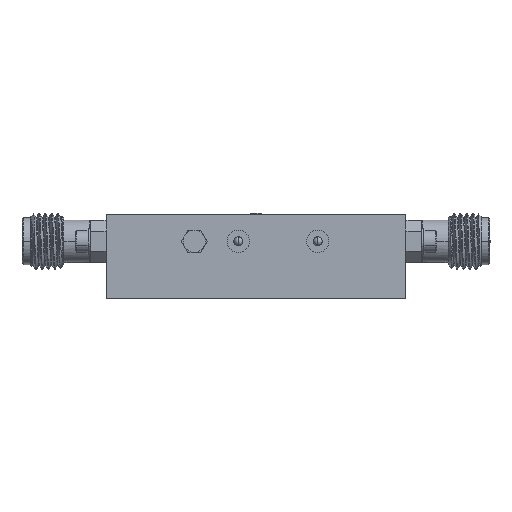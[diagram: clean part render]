
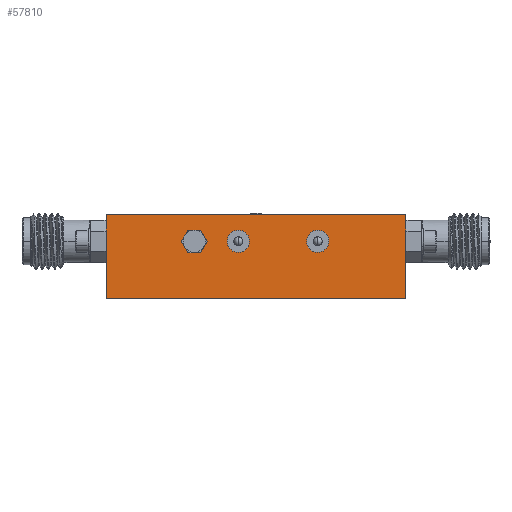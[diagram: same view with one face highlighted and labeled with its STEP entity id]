
A CAD part, front view. The second image highlights one B-rep face of the part: STEP entity #57810.
In plain terms, the highlighted planar face has unit normal (0, -1, 0).
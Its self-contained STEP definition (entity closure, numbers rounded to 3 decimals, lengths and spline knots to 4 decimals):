
#67 = VECTOR ( 'NONE', #5217, 39.3701 ) ;
#275 = LINE ( 'NONE', #62683, #40714 ) ;
#283 = ORIENTED_EDGE ( 'NONE', *, *, #45554, .F. ) ;
#369 = DIRECTION ( 'NONE',  ( 0., 0., -1. ) ) ;
#689 = CARTESIAN_POINT ( 'NONE',  ( -0.0787, -0.7874, -0.1181 ) ) ;
#1126 = DIRECTION ( 'NONE',  ( 0., 0., -1. ) ) ;
#2006 = EDGE_CURVE ( 'NONE', #5325, #3163, #30772, .T. ) ;
#3163 = VERTEX_POINT ( 'NONE', #62171 ) ;
#3372 = CARTESIAN_POINT ( 'NONE',  ( -0.2467, -0.7874, -0.1681 ) ) ;
#4529 = CARTESIAN_POINT ( 'NONE',  ( 0.6693, -0.7874, -0.374 ) ) ;
#5217 = DIRECTION ( 'NONE',  ( 0.5, 0., 0.866 ) ) ;
#5325 = VERTEX_POINT ( 'NONE', #41065 ) ;
#5753 = CARTESIAN_POINT ( 'NONE',  ( -0.0787, -0.7874, -0.1181 ) ) ;
#6344 = VERTEX_POINT ( 'NONE', #53238 ) ;
#7022 = DIRECTION ( 'NONE',  ( 0., -1., 0. ) ) ;
#7783 = DIRECTION ( 'NONE',  ( -1., 0., 0. ) ) ;
#8278 = EDGE_LOOP ( 'NONE', ( #45186, #21376 ) ) ;
#8348 = VECTOR ( 'NONE', #27632, 39.3701 ) ;
#8529 = LINE ( 'NONE', #21301, #41022 ) ;
#8633 = VERTEX_POINT ( 'NONE', #12035 ) ;
#8840 = VECTOR ( 'NONE', #40612, 39.3701 ) ;
#9492 = EDGE_CURVE ( 'NONE', #8633, #6344, #44913, .T. ) ;
#11106 = DIRECTION ( 'NONE',  ( 0., -1., 0. ) ) ;
#11216 = CARTESIAN_POINT ( 'NONE',  ( 0.2756, -0.7874, -0.1181 ) ) ;
#11530 = LINE ( 'NONE', #33162, #8348 ) ;
#12035 = CARTESIAN_POINT ( 'NONE',  ( -0.0787, -0.7874, -0.0681 ) ) ;
#12582 = EDGE_CURVE ( 'NONE', #43756, #18136, #275, .T. ) ;
#13300 = ORIENTED_EDGE ( 'NONE', *, *, #38007, .F. ) ;
#14550 = EDGE_CURVE ( 'NONE', #33447, #43756, #65123, .T. ) ;
#15501 = CIRCLE ( 'NONE', #53220, 0.05 ) ;
#16295 = DIRECTION ( 'NONE',  ( 0., -1., 0. ) ) ;
#17576 = DIRECTION ( 'NONE',  ( -0.5, 0., -0.866 ) ) ;
#18136 = VERTEX_POINT ( 'NONE', #24433 ) ;
#18251 = EDGE_CURVE ( 'NONE', #5325, #49509, #8529, .T. ) ;
#18503 = ORIENTED_EDGE ( 'NONE', *, *, #2006, .T. ) ;
#19573 = ORIENTED_EDGE ( 'NONE', *, *, #34571, .F. ) ;
#19574 = ORIENTED_EDGE ( 'NONE', *, *, #14550, .F. ) ;
#19622 = VECTOR ( 'NONE', #17576, 39.3701 ) ;
#19914 = DIRECTION ( 'NONE',  ( 0., -1., 0. ) ) ;
#21301 = CARTESIAN_POINT ( 'NONE',  ( -0.6693, -0.7874, -0.374 ) ) ;
#21376 = ORIENTED_EDGE ( 'NONE', *, *, #9492, .F. ) ;
#22045 = CARTESIAN_POINT ( 'NONE',  ( 0.2756, -0.7874, -0.1181 ) ) ;
#23795 = CARTESIAN_POINT ( 'NONE',  ( -0.6693, -0.7874, 0. ) ) ;
#23802 = VERTEX_POINT ( 'NONE', #37455 ) ;
#23834 = AXIS2_PLACEMENT_3D ( 'NONE', #5753, #19914, #55447 ) ;
#24093 = DIRECTION ( 'NONE',  ( 0.5, 0., -0.866 ) ) ;
#24277 = VERTEX_POINT ( 'NONE', #26253 ) ;
#24433 = CARTESIAN_POINT ( 'NONE',  ( -0.2467, -0.7874, -0.0681 ) ) ;
#25754 = CIRCLE ( 'NONE', #23834, 0.05 ) ;
#26253 = CARTESIAN_POINT ( 'NONE',  ( 0.2756, -0.7874, -0.0681 ) ) ;
#26427 = DIRECTION ( 'NONE',  ( 0., 0., 1. ) ) ;
#26482 = ORIENTED_EDGE ( 'NONE', *, *, #37286, .F. ) ;
#27632 = DIRECTION ( 'NONE',  ( 1., 0., 0. ) ) ;
#27969 = VECTOR ( 'NONE', #33660, 39.3701 ) ;
#28025 = CARTESIAN_POINT ( 'NONE',  ( -0.3045, -0.7874, -0.0681 ) ) ;
#29642 = VECTOR ( 'NONE', #7783, 39.3701 ) ;
#30548 = FACE_BOUND ( 'NONE', #64670, .T. ) ;
#30772 = LINE ( 'NONE', #56535, #42652 ) ;
#31276 = EDGE_LOOP ( 'NONE', ( #50864, #283 ) ) ;
#32395 = CARTESIAN_POINT ( 'NONE',  ( -0.2467, -0.7874, -0.0681 ) ) ;
#33145 = LINE ( 'NONE', #28025, #19622 ) ;
#33162 = CARTESIAN_POINT ( 'NONE',  ( -0.6693, -0.7874, 0. ) ) ;
#33447 = VERTEX_POINT ( 'NONE', #3372 ) ;
#33660 = DIRECTION ( 'NONE',  ( 1., 0., 0. ) ) ;
#33783 = DIRECTION ( 'NONE',  ( 0., 0., -1. ) ) ;
#34571 = EDGE_CURVE ( 'NONE', #49509, #36570, #11530, .T. ) ;
#34979 = EDGE_LOOP ( 'NONE', ( #19573, #64550, #18503, #36307 ) ) ;
#36112 = FACE_BOUND ( 'NONE', #8278, .T. ) ;
#36307 = ORIENTED_EDGE ( 'NONE', *, *, #39685, .T. ) ;
#36570 = VERTEX_POINT ( 'NONE', #38390 ) ;
#37286 = EDGE_CURVE ( 'NONE', #59536, #33447, #43806, .T. ) ;
#37334 = LINE ( 'NONE', #44070, #61986 ) ;
#37455 = CARTESIAN_POINT ( 'NONE',  ( -0.3333, -0.7874, -0.1181 ) ) ;
#38007 = EDGE_CURVE ( 'NONE', #18136, #57325, #55798, .T. ) ;
#38390 = CARTESIAN_POINT ( 'NONE',  ( 0.6693, -0.7874, 0. ) ) ;
#39685 = EDGE_CURVE ( 'NONE', #3163, #36570, #44519, .T. ) ;
#40537 = EDGE_CURVE ( 'NONE', #23802, #59536, #37334, .T. ) ;
#40612 = DIRECTION ( 'NONE',  ( 0., 0., 1. ) ) ;
#40714 = VECTOR ( 'NONE', #41604, 39.3701 ) ;
#41022 = VECTOR ( 'NONE', #26427, 39.3701 ) ;
#41065 = CARTESIAN_POINT ( 'NONE',  ( -0.6693, -0.7874, -0.374 ) ) ;
#41309 = ORIENTED_EDGE ( 'NONE', *, *, #40537, .F. ) ;
#41604 = DIRECTION ( 'NONE',  ( -0.5, 0., 0.866 ) ) ;
#42591 = AXIS2_PLACEMENT_3D ( 'NONE', #11216, #16295, #369 ) ;
#42652 = VECTOR ( 'NONE', #56750, 39.3701 ) ;
#43756 = VERTEX_POINT ( 'NONE', #63529 ) ;
#43806 = LINE ( 'NONE', #58959, #27969 ) ;
#44027 = FACE_OUTER_BOUND ( 'NONE', #34979, .T. ) ;
#44070 = CARTESIAN_POINT ( 'NONE',  ( -0.3333, -0.7874, -0.1181 ) ) ;
#44265 = AXIS2_PLACEMENT_3D ( 'NONE', #689, #11106, #1126 ) ;
#44519 = LINE ( 'NONE', #4529, #8840 ) ;
#44913 = CIRCLE ( 'NONE', #44265, 0.05 ) ;
#45186 = ORIENTED_EDGE ( 'NONE', *, *, #58158, .F. ) ;
#45554 = EDGE_CURVE ( 'NONE', #24277, #48448, #15501, .T. ) ;
#46192 = CARTESIAN_POINT ( 'NONE',  ( -0.2467, -0.7874, -0.1681 ) ) ;
#48448 = VERTEX_POINT ( 'NONE', #55675 ) ;
#49293 = AXIS2_PLACEMENT_3D ( 'NONE', #54418, #64153, #33783 ) ;
#49509 = VERTEX_POINT ( 'NONE', #23795 ) ;
#50864 = ORIENTED_EDGE ( 'NONE', *, *, #60345, .F. ) ;
#51322 = ORIENTED_EDGE ( 'NONE', *, *, #55816, .F. ) ;
#51574 = DIRECTION ( 'NONE',  ( 0., 0., -1. ) ) ;
#53220 = AXIS2_PLACEMENT_3D ( 'NONE', #22045, #7022, #51574 ) ;
#53238 = CARTESIAN_POINT ( 'NONE',  ( -0.0787, -0.7874, -0.1681 ) ) ;
#53935 = ORIENTED_EDGE ( 'NONE', *, *, #12582, .F. ) ;
#54418 = CARTESIAN_POINT ( 'NONE',  ( -0.6693, -0.7874, -0.374 ) ) ;
#55447 = DIRECTION ( 'NONE',  ( 0., 0., -1. ) ) ;
#55675 = CARTESIAN_POINT ( 'NONE',  ( 0.2756, -0.7874, -0.1681 ) ) ;
#55798 = LINE ( 'NONE', #32395, #29642 ) ;
#55816 = EDGE_CURVE ( 'NONE', #57325, #23802, #33145, .T. ) ;
#55885 = CIRCLE ( 'NONE', #42591, 0.05 ) ;
#56535 = CARTESIAN_POINT ( 'NONE',  ( -0.6693, -0.7874, -0.374 ) ) ;
#56750 = DIRECTION ( 'NONE',  ( 1., 0., 0. ) ) ;
#57211 = CARTESIAN_POINT ( 'NONE',  ( -0.3045, -0.7874, -0.0681 ) ) ;
#57325 = VERTEX_POINT ( 'NONE', #57211 ) ;
#57523 = FACE_BOUND ( 'NONE', #31276, .T. ) ;
#57810 = ADVANCED_FACE ( 'NONE', ( #57523, #36112, #44027, #30548 ), #59092, .T. ) ;
#58158 = EDGE_CURVE ( 'NONE', #6344, #8633, #25754, .T. ) ;
#58959 = CARTESIAN_POINT ( 'NONE',  ( -0.3045, -0.7874, -0.1681 ) ) ;
#59092 = PLANE ( 'NONE',  #49293 ) ;
#59536 = VERTEX_POINT ( 'NONE', #60849 ) ;
#60345 = EDGE_CURVE ( 'NONE', #48448, #24277, #55885, .T. ) ;
#60849 = CARTESIAN_POINT ( 'NONE',  ( -0.3045, -0.7874, -0.1681 ) ) ;
#61986 = VECTOR ( 'NONE', #24093, 39.3701 ) ;
#62171 = CARTESIAN_POINT ( 'NONE',  ( 0.6693, -0.7874, -0.374 ) ) ;
#62683 = CARTESIAN_POINT ( 'NONE',  ( -0.2179, -0.7874, -0.1181 ) ) ;
#63529 = CARTESIAN_POINT ( 'NONE',  ( -0.2179, -0.7874, -0.1181 ) ) ;
#64153 = DIRECTION ( 'NONE',  ( 0., -1., 0. ) ) ;
#64550 = ORIENTED_EDGE ( 'NONE', *, *, #18251, .F. ) ;
#64670 = EDGE_LOOP ( 'NONE', ( #19574, #26482, #41309, #51322, #13300, #53935 ) ) ;
#65123 = LINE ( 'NONE', #46192, #67 ) ;
